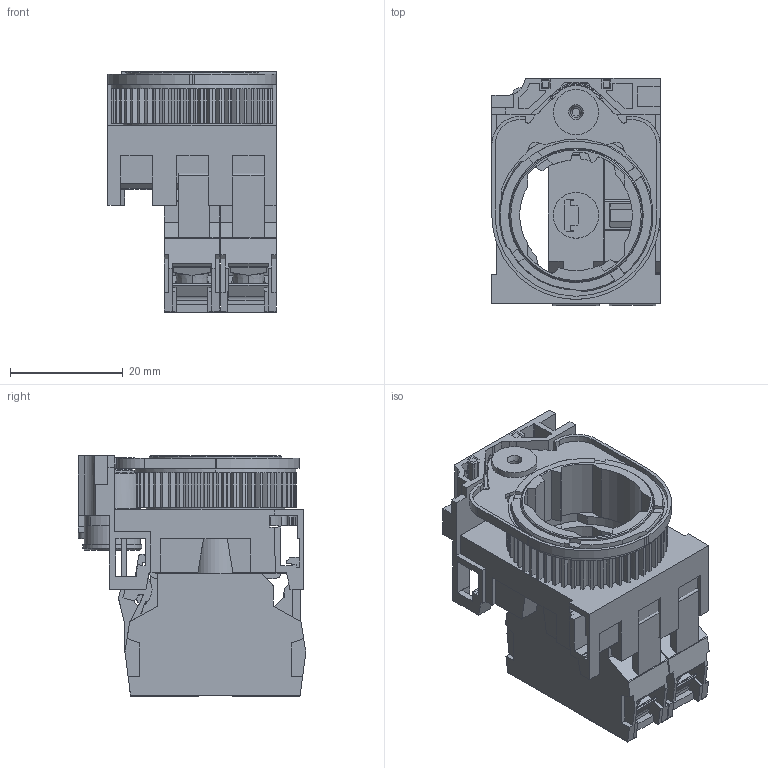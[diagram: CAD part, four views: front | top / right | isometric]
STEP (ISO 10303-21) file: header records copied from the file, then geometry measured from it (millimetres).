
FILE_DESCRIPTION(('STEP AP214'),'1');
FILE_NAME('cctmp_337F327A-FE8C-45B9-8EEB-88550F864925_2025_10_07_17_56_04_0012..stp','2025-10-07T15:56:06',('SIEMENS A&D'),('CADClick - www.CADClick.com'),'Spatial InterOp 3D postprocessed',' ','unknown authorization');
FILE_SCHEMA(('AUTOMOTIVE_DESIGN'));
Length unit declared in the file: millimetre
Products named in the file (4): cc_unnamed; 0_2; 0_1; 0
Assembly tree (3 placements, depth 2):
  cc_unnamed
    0_2
    0_1
    0
Bounding box: 29.8 x 40.28 x 42.55 mm (x, y, z)
Volume: 19488.8 mm3; surface area: 20788.5 mm2
Topology: 3 solids, 4 shells, 2615 faces, 7432 edges, 4883 vertices
Faces by surface type: plane 1939, cylinder 608, cone 52, torus 16
Entity records: 92930 total; most frequent: CARTESIAN_POINT 15359, ORIENTED_EDGE 14860, DIRECTION 14335, EDGE_CURVE 7430, LINE 5665, VECTOR 5665, VERTEX_POINT 4883, AXIS2_PLACEMENT_3D 4335
